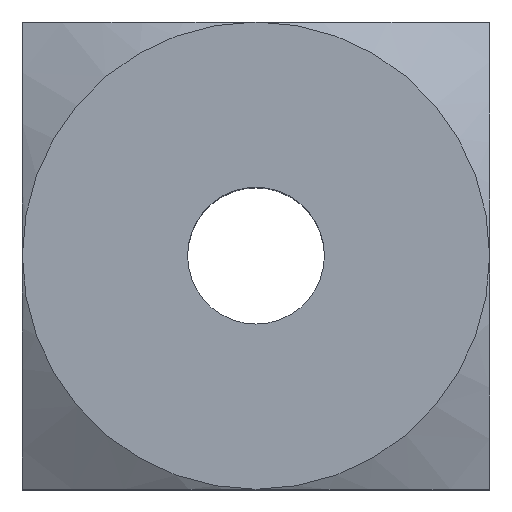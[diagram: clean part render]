
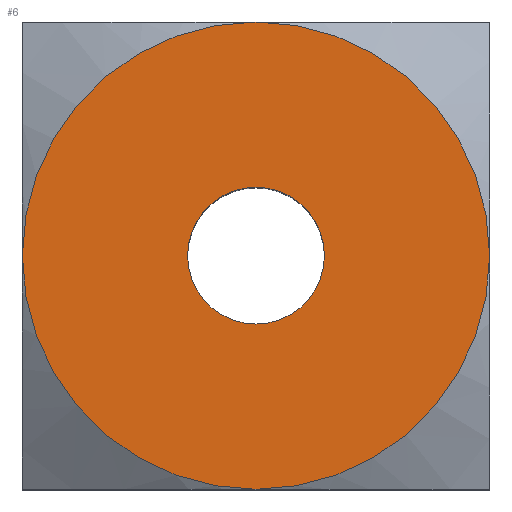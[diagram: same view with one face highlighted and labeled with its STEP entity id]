
A CAD part, top view. The second image highlights one B-rep face of the part: STEP entity #6.
In plain terms, the highlighted planar face has unit normal (0, 0, 1).
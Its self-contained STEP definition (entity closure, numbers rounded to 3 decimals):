
#6 = ADVANCED_FACE ( 'NONE', ( #2319, #2322 ), #2323, .T. ) ;
#131 = CARTESIAN_POINT ( 'NONE',  ( 0., 0., 6. ) ) ;
#132 = DIRECTION ( 'NONE',  ( 0., 0., 1. ) ) ;
#133 = DIRECTION ( 'NONE',  ( 1., 0., 0. ) ) ;
#346 = AXIS2_PLACEMENT_3D ( 'NONE', #2313, #2324, #2325 ) ;
#408 = VERTEX_POINT ( 'NONE', #1282 ) ;
#410 = VERTEX_POINT ( 'NONE', #1284 ) ;
#429 = VERTEX_POINT ( 'NONE', #1303 ) ;
#433 = VERTEX_POINT ( 'NONE', #1307 ) ;
#435 = VERTEX_POINT ( 'NONE', #1309 ) ;
#437 = VERTEX_POINT ( 'NONE', #1311 ) ;
#520 = CIRCLE ( 'NONE', #523, 3.5 ) ;
#523 = AXIS2_PLACEMENT_3D ( 'NONE', #865, #866, #867 ) ;
#529 = CIRCLE ( 'NONE', #531, 3.5 ) ;
#531 = AXIS2_PLACEMENT_3D ( 'NONE', #886, #887, #888 ) ;
#532 = CIRCLE ( 'NONE', #533, 1.025 ) ;
#533 = AXIS2_PLACEMENT_3D ( 'NONE', #903, #904, #905 ) ;
#537 = CIRCLE ( 'NONE', #538, 3.5 ) ;
#538 = AXIS2_PLACEMENT_3D ( 'NONE', #927, #928, #929 ) ;
#540 = CIRCLE ( 'NONE', #542, 3.5 ) ;
#542 = AXIS2_PLACEMENT_3D ( 'NONE', #546, #547, #548 ) ;
#546 = CARTESIAN_POINT ( 'NONE',  ( 0., 0., 6. ) ) ;
#547 = DIRECTION ( 'NONE',  ( 0., 0., -1. ) ) ;
#548 = DIRECTION ( 'NONE',  ( -1., 0., 0. ) ) ;
#865 = CARTESIAN_POINT ( 'NONE',  ( 0., 0., 6. ) ) ;
#866 = DIRECTION ( 'NONE',  ( 0., 0., 1. ) ) ;
#867 = DIRECTION ( 'NONE',  ( 1., 0., 0. ) ) ;
#886 = CARTESIAN_POINT ( 'NONE',  ( 0., 0., 6. ) ) ;
#887 = DIRECTION ( 'NONE',  ( 0., 0., 1. ) ) ;
#888 = DIRECTION ( 'NONE',  ( 1., 0., 0. ) ) ;
#903 = CARTESIAN_POINT ( 'NONE',  ( 0., 0., 6. ) ) ;
#904 = DIRECTION ( 'NONE',  ( 0., 0., 1. ) ) ;
#905 = DIRECTION ( 'NONE',  ( 1., 0., 0. ) ) ;
#927 = CARTESIAN_POINT ( 'NONE',  ( 0., 0., 6. ) ) ;
#928 = DIRECTION ( 'NONE',  ( 0., 0., 1. ) ) ;
#929 = DIRECTION ( 'NONE',  ( 1., 0., 0. ) ) ;
#958 = ORIENTED_EDGE ( 'NONE', *, *, #1424, .F. ) ;
#964 = ORIENTED_EDGE ( 'NONE', *, *, #1433, .F. ) ;
#965 = ORIENTED_EDGE ( 'NONE', *, *, #1430, .T. ) ;
#966 = ORIENTED_EDGE ( 'NONE', *, *, #1421, .T. ) ;
#968 = ORIENTED_EDGE ( 'NONE', *, *, #1004, .F. ) ;
#973 = ORIENTED_EDGE ( 'NONE', *, *, #1414, .T. ) ;
#1004 = EDGE_CURVE ( 'NONE', #429, #433, #2024, .T. ) ;
#1066 = EDGE_LOOP ( 'NONE', ( #966, #965, #964, #973 ) ) ;
#1106 = EDGE_LOOP ( 'NONE', ( #958, #968 ) ) ;
#1282 = CARTESIAN_POINT ( 'NONE',  ( -3.5, 0., 6. ) ) ;
#1284 = CARTESIAN_POINT ( 'NONE',  ( 0., -3.5, 6. ) ) ;
#1303 = CARTESIAN_POINT ( 'NONE',  ( -1.025, 0., 6. ) ) ;
#1307 = CARTESIAN_POINT ( 'NONE',  ( 1.025, 0., 6. ) ) ;
#1309 = CARTESIAN_POINT ( 'NONE',  ( 3.5, 0., 6. ) ) ;
#1311 = CARTESIAN_POINT ( 'NONE',  ( 0., 3.5, 6. ) ) ;
#1414 = EDGE_CURVE ( 'NONE', #408, #410, #520, .T. ) ;
#1421 = EDGE_CURVE ( 'NONE', #410, #435, #529, .T. ) ;
#1424 = EDGE_CURVE ( 'NONE', #433, #429, #532, .T. ) ;
#1430 = EDGE_CURVE ( 'NONE', #435, #437, #537, .T. ) ;
#1433 = EDGE_CURVE ( 'NONE', #408, #437, #540, .T. ) ;
#2024 = CIRCLE ( 'NONE', #2048, 1.025 ) ;
#2048 = AXIS2_PLACEMENT_3D ( 'NONE', #131, #132, #133 ) ;
#2313 = CARTESIAN_POINT ( 'NONE',  ( -3.5, -3.5, 6. ) ) ;
#2319 = FACE_BOUND ( 'NONE', #1106, .T. ) ;
#2322 = FACE_OUTER_BOUND ( 'NONE', #1066, .T. ) ;
#2323 = PLANE ( 'NONE',  #346 ) ;
#2324 = DIRECTION ( 'NONE',  ( 0., 0., 1. ) ) ;
#2325 = DIRECTION ( 'NONE',  ( 1., 0., 0. ) ) ;
